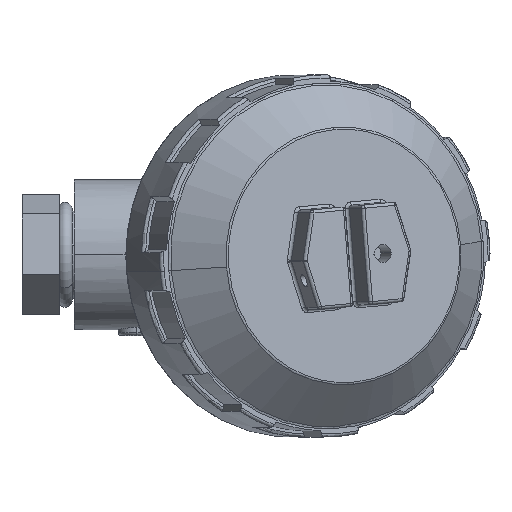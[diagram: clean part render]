
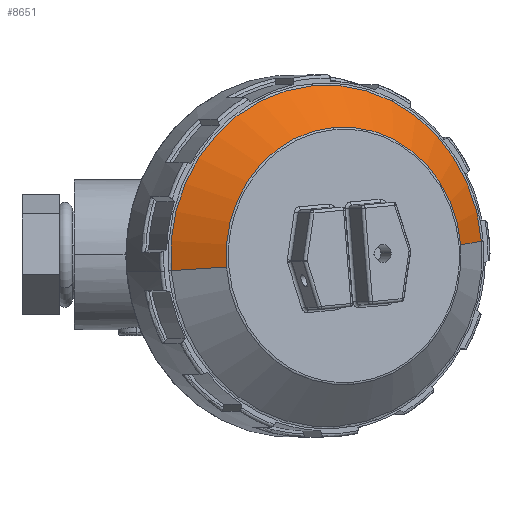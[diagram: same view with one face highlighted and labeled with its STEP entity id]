
A CAD part, top view. The second image highlights one B-rep face of the part: STEP entity #8651.
In plain terms, the highlighted conical face has half-angle 45 degrees and reference radius 27.354 mm.
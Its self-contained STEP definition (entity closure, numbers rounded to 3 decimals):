
#611 = AXIS2_PLACEMENT_3D ( 'NONE', #19409, #16383, #14310 ) ;
#1215 = CONICAL_SURFACE ( 'NONE', #15639, 27.354, 0.785 ) ;
#1576 = CARTESIAN_POINT ( 'NONE',  ( 0., 0., 14.146 ) ) ;
#1619 = DIRECTION ( 'NONE',  ( 0., 0., -1. ) ) ;
#2511 = ORIENTED_EDGE ( 'NONE', *, *, #21476, .T. ) ;
#2539 = ORIENTED_EDGE ( 'NONE', *, *, #21281, .F. ) ;
#3469 = CIRCLE ( 'NONE', #18083, 20.646 ) ;
#3529 = LINE ( 'NONE', #16689, #18050 ) ;
#4824 = CARTESIAN_POINT ( 'NONE',  ( 20.646, 0., 20.854 ) ) ;
#5131 = CARTESIAN_POINT ( 'NONE',  ( -20.646, 0., 20.854 ) ) ;
#5233 = DIRECTION ( 'NONE',  ( 0.707, 0., -0.707 ) ) ;
#5254 = AXIS2_PLACEMENT_3D ( 'NONE', #1576, #12919, #12768 ) ;
#5315 = CARTESIAN_POINT ( 'NONE',  ( 0., 0., 14.146 ) ) ;
#6094 = EDGE_LOOP ( 'NONE', ( #6852, #2539, #22767, #2511, #22612 ) ) ;
#6852 = ORIENTED_EDGE ( 'NONE', *, *, #19132, .F. ) ;
#7111 = FACE_OUTER_BOUND ( 'NONE', #6094, .T. ) ;
#7835 = LINE ( 'NONE', #18586, #15275 ) ;
#8651 = ADVANCED_FACE ( 'NONE', ( #7111 ), #1215, .T. ) ;
#9842 = VERTEX_POINT ( 'NONE', #15002 ) ;
#11567 = VERTEX_POINT ( 'NONE', #21376 ) ;
#11605 = EDGE_CURVE ( 'NONE', #22507, #11567, #3469, .T. ) ;
#12031 = CIRCLE ( 'NONE', #611, 20.646 ) ;
#12768 = DIRECTION ( 'NONE',  ( 0., 1., 0. ) ) ;
#12919 = DIRECTION ( 'NONE',  ( 0., 0., 1. ) ) ;
#14198 = CARTESIAN_POINT ( 'NONE',  ( -27.354, 0., 14.146 ) ) ;
#14310 = DIRECTION ( 'NONE',  ( 1., 0., 0. ) ) ;
#14771 = EDGE_CURVE ( 'NONE', #19051, #9842, #17230, .T. ) ;
#14845 = DIRECTION ( 'NONE',  ( -1., 0., 0. ) ) ;
#15002 = CARTESIAN_POINT ( 'NONE',  ( 27.354, 0., 14.146 ) ) ;
#15275 = VECTOR ( 'NONE', #16548, 1000. ) ;
#15639 = AXIS2_PLACEMENT_3D ( 'NONE', #5315, #1619, #14845 ) ;
#16068 = DIRECTION ( 'NONE',  ( 1., 0., 0. ) ) ;
#16383 = DIRECTION ( 'NONE',  ( 0., 0., 1. ) ) ;
#16548 = DIRECTION ( 'NONE',  ( -0.707, 0., -0.707 ) ) ;
#16689 = CARTESIAN_POINT ( 'NONE',  ( 27.354, 0., 14.146 ) ) ;
#17118 = VERTEX_POINT ( 'NONE', #4824 ) ;
#17230 = CIRCLE ( 'NONE', #5254, 27.354 ) ;
#18050 = VECTOR ( 'NONE', #5233, 1000. ) ;
#18083 = AXIS2_PLACEMENT_3D ( 'NONE', #23186, #19758, #16068 ) ;
#18586 = CARTESIAN_POINT ( 'NONE',  ( -27.354, 0., 14.146 ) ) ;
#19051 = VERTEX_POINT ( 'NONE', #14198 ) ;
#19132 = EDGE_CURVE ( 'NONE', #17118, #9842, #3529, .T. ) ;
#19409 = CARTESIAN_POINT ( 'NONE',  ( 0., 0., 20.854 ) ) ;
#19758 = DIRECTION ( 'NONE',  ( 0., 0., 1. ) ) ;
#21281 = EDGE_CURVE ( 'NONE', #11567, #17118, #12031, .T. ) ;
#21376 = CARTESIAN_POINT ( 'NONE',  ( 0., -20.646, 20.854 ) ) ;
#21476 = EDGE_CURVE ( 'NONE', #22507, #19051, #7835, .T. ) ;
#22507 = VERTEX_POINT ( 'NONE', #5131 ) ;
#22612 = ORIENTED_EDGE ( 'NONE', *, *, #14771, .T. ) ;
#22767 = ORIENTED_EDGE ( 'NONE', *, *, #11605, .F. ) ;
#23186 = CARTESIAN_POINT ( 'NONE',  ( 0., 0., 20.854 ) ) ;
